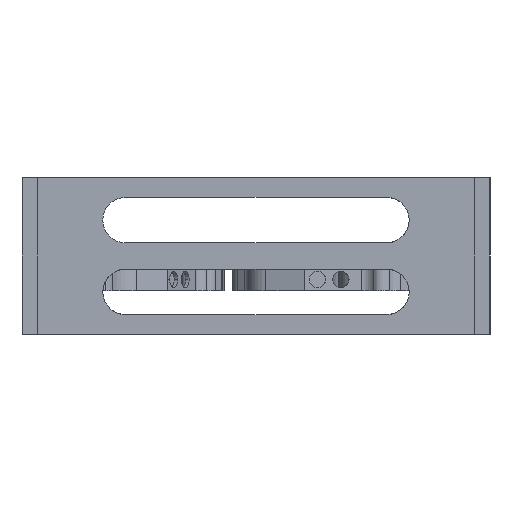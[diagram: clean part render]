
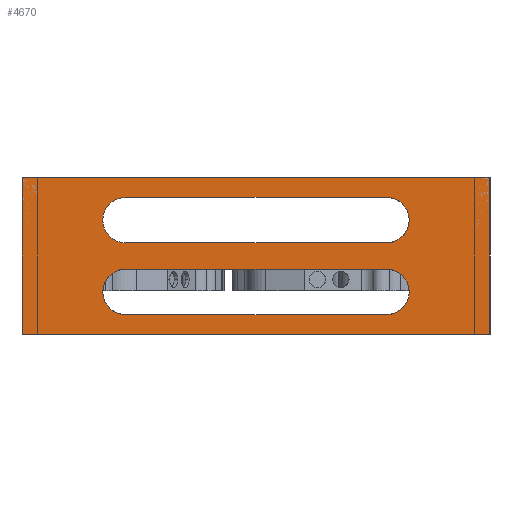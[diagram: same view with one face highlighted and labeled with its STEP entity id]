
A CAD part, left-side view. The second image highlights one B-rep face of the part: STEP entity #4670.
In plain terms, the highlighted face is planar.
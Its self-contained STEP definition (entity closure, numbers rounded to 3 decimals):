
#309=FACE_BOUND('',#6846,.T.);
#310=FACE_BOUND('',#6847,.T.);
#311=FACE_BOUND('',#6848,.T.);
#1558=LINE('',#30450,#2819);
#1568=LINE('',#30480,#2829);
#1569=LINE('',#30483,#2830);
#1570=LINE('',#30485,#2831);
#1571=LINE('',#30487,#2832);
#1572=LINE('',#30488,#2833);
#1573=LINE('',#30540,#2834);
#1574=LINE('',#30567,#2835);
#2819=VECTOR('',#20654,1.);
#2829=VECTOR('',#20680,1.);
#2830=VECTOR('',#20681,1.);
#2831=VECTOR('',#20682,1.);
#2832=VECTOR('',#20683,1.);
#2833=VECTOR('',#20684,1.);
#2834=VECTOR('',#20685,1.);
#2835=VECTOR('',#20686,1.);
#3704=CIRCLE('',#17496,17.5);
#4670=ADVANCED_FACE('VOLUMENK\X\D6RPER3',(#309,#310,#311),#5311,.T.);
#5311=PLANE('',#17498);
#6846=EDGE_LOOP('',(#9869,#9870,#9871,#9872));
#6847=EDGE_LOOP('',(#9873,#9874,#9875,#9876));
#6848=EDGE_LOOP('',(#9877,#9878,#9879,#9880));
#9869=ORIENTED_EDGE('',*,*,#15169,.T.);
#9870=ORIENTED_EDGE('',*,*,#15170,.T.);
#9871=ORIENTED_EDGE('',*,*,#15171,.T.);
#9872=ORIENTED_EDGE('',*,*,#15172,.T.);
#9873=ORIENTED_EDGE('',*,*,#15173,.T.);
#9874=ORIENTED_EDGE('',*,*,#15174,.T.);
#9875=ORIENTED_EDGE('',*,*,#15154,.T.);
#9876=ORIENTED_EDGE('',*,*,#15168,.T.);
#9877=ORIENTED_EDGE('',*,*,#15175,.T.);
#9878=ORIENTED_EDGE('',*,*,#15176,.T.);
#9879=ORIENTED_EDGE('',*,*,#15177,.T.);
#9880=ORIENTED_EDGE('',*,*,#15178,.T.);
#13107=VERTEX_POINT('',#30449);
#13108=VERTEX_POINT('',#30451);
#13119=VERTEX_POINT('',#30477);
#13120=VERTEX_POINT('',#30481);
#13121=VERTEX_POINT('',#30482);
#13122=VERTEX_POINT('',#30484);
#13123=VERTEX_POINT('',#30486);
#13124=VERTEX_POINT('',#30489);
#13125=VERTEX_POINT('',#30538);
#13126=VERTEX_POINT('',#30539);
#13127=VERTEX_POINT('',#30541);
#13128=VERTEX_POINT('',#30566);
#15154=EDGE_CURVE('LINE',#13108,#13107,#1558,.T.);
#15168=EDGE_CURVE('GENERATED CIRCLE',#13107,#13119,#3704,.T.);
#15169=EDGE_CURVE('LINE',#13120,#13121,#1568,.T.);
#15170=EDGE_CURVE('LINE',#13121,#13122,#1569,.T.);
#15171=EDGE_CURVE('LINE',#13122,#13123,#1570,.T.);
#15172=EDGE_CURVE('LINE',#13123,#13120,#1571,.T.);
#15173=EDGE_CURVE('LINE',#13119,#13124,#1572,.T.);
#15174=EDGE_CURVE('',#13124,#13108,#16629,.T.);
#15175=EDGE_CURVE('',#13125,#13126,#16630,.T.);
#15176=EDGE_CURVE('LINE',#13126,#13127,#1573,.T.);
#15177=EDGE_CURVE('',#13127,#13128,#16631,.T.);
#15178=EDGE_CURVE('LINE',#13128,#13125,#1574,.T.);
#16629=B_SPLINE_CURVE_WITH_KNOTS('',5,(#30490,#30491,#30492,#30493,#30494,
#30495,#30496,#30497,#30498,#30499,#30500,#30501,#30502,#30503,#30504,#30505,
#30506,#30507,#30508,#30509,#30510,#30511,#30512,#30513),.UNSPECIFIED.,
 .F.,.F.,(6,3,3,3,3,3,3,6),(0.,0.149,0.298,0.447,
0.596,0.746,0.895,1.),.UNSPECIFIED.);
#16630=B_SPLINE_CURVE_WITH_KNOTS('',5,(#30514,#30515,#30516,#30517,#30518,
#30519,#30520,#30521,#30522,#30523,#30524,#30525,#30526,#30527,#30528,#30529,
#30530,#30531,#30532,#30533,#30534,#30535,#30536,#30537),.UNSPECIFIED.,
 .F.,.F.,(6,3,3,3,3,3,3,6),(0.,0.149,0.298,0.447,
0.596,0.746,0.895,1.),.UNSPECIFIED.);
#16631=B_SPLINE_CURVE_WITH_KNOTS('',5,(#30542,#30543,#30544,#30545,#30546,
#30547,#30548,#30549,#30550,#30551,#30552,#30553,#30554,#30555,#30556,#30557,
#30558,#30559,#30560,#30561,#30562,#30563,#30564,#30565),.UNSPECIFIED.,
 .F.,.F.,(6,3,3,3,3,3,3,6),(0.,0.149,0.298,0.447,
0.596,0.746,0.895,1.),.UNSPECIFIED.);
#17496=AXIS2_PLACEMENT_3D('',#30478,#20676,#20677);
#17498=AXIS2_PLACEMENT_3D('',#30568,#20687,#20688);
#20654=DIRECTION('',(-1.,0.,0.));
#20676=DIRECTION('',(0.,0.,-1.));
#20677=DIRECTION('',(-1.,0.,0.));
#20680=DIRECTION('',(0.,1.,0.));
#20681=DIRECTION('',(-1.,0.,0.));
#20682=DIRECTION('',(0.,-1.,0.));
#20683=DIRECTION('',(1.,0.,0.));
#20684=DIRECTION('',(1.,0.,0.));
#20685=DIRECTION('',(1.,0.,0.));
#20686=DIRECTION('',(-1.,0.,0.));
#20687=DIRECTION('',(0.,0.,1.));
#20688=DIRECTION('',(-1.,0.,0.));
#30449=CARTESIAN_POINT('',(79.5,70.,12.));
#30450=CARTESIAN_POINT('',(179.5,70.,12.));
#30451=CARTESIAN_POINT('',(279.5,70.,12.));
#30477=CARTESIAN_POINT('',(79.5,105.,12.));
#30478=CARTESIAN_POINT('',(79.5,87.5,12.));
#30480=CARTESIAN_POINT('',(359.,60.,12.));
#30481=CARTESIAN_POINT('',(359.,0.,12.));
#30482=CARTESIAN_POINT('',(359.,120.,12.));
#30483=CARTESIAN_POINT('',(179.5,120.,12.));
#30484=CARTESIAN_POINT('',(0.,120.,12.));
#30485=CARTESIAN_POINT('',(0.,60.,12.));
#30486=CARTESIAN_POINT('',(0.,0.,12.));
#30487=CARTESIAN_POINT('',(179.5,0.,12.));
#30488=CARTESIAN_POINT('',(179.5,105.,12.));
#30489=CARTESIAN_POINT('',(279.5,105.,12.));
#30490=CARTESIAN_POINT('',(279.5,105.,12.));
#30491=CARTESIAN_POINT('',(281.139,105.,12.));
#30492=CARTESIAN_POINT('',(282.779,104.808,12.));
#30493=CARTESIAN_POINT('',(284.389,104.424,12.));
#30494=CARTESIAN_POINT('',(287.488,103.286,12.));
#30495=CARTESIAN_POINT('',(290.24,101.463,12.));
#30496=CARTESIAN_POINT('',(291.503,100.394,12.));
#30497=CARTESIAN_POINT('',(293.755,97.979,12.));
#30498=CARTESIAN_POINT('',(295.387,95.11,12.));
#30499=CARTESIAN_POINT('',(296.031,93.586,12.));
#30500=CARTESIAN_POINT('',(296.95,90.415,12.));
#30501=CARTESIAN_POINT('',(297.112,87.117,12.));
#30502=CARTESIAN_POINT('',(296.998,85.466,12.));
#30503=CARTESIAN_POINT('',(296.386,82.222,12.));
#30504=CARTESIAN_POINT('',(295.042,79.207,12.));
#30505=CARTESIAN_POINT('',(294.195,77.785,12.));
#30506=CARTESIAN_POINT('',(292.184,75.167,12.));
#30507=CARTESIAN_POINT('',(289.623,73.083,12.));
#30508=CARTESIAN_POINT('',(288.226,72.197,12.));
#30509=CARTESIAN_POINT('',(285.686,70.978,12.));
#30510=CARTESIAN_POINT('',(282.965,70.288,12.));
#30511=CARTESIAN_POINT('',(281.817,70.096,12.));
#30512=CARTESIAN_POINT('',(280.658,70.,12.));
#30513=CARTESIAN_POINT('',(279.5,70.,12.));
#30514=CARTESIAN_POINT('',(79.5,15.,12.));
#30515=CARTESIAN_POINT('',(77.861,15.,12.));
#30516=CARTESIAN_POINT('',(76.221,15.192,12.));
#30517=CARTESIAN_POINT('',(74.611,15.576,12.));
#30518=CARTESIAN_POINT('',(71.512,16.714,12.));
#30519=CARTESIAN_POINT('',(68.76,18.537,12.));
#30520=CARTESIAN_POINT('',(67.497,19.606,12.));
#30521=CARTESIAN_POINT('',(65.245,22.021,12.));
#30522=CARTESIAN_POINT('',(63.613,24.89,12.));
#30523=CARTESIAN_POINT('',(62.969,26.414,12.));
#30524=CARTESIAN_POINT('',(62.05,29.585,12.));
#30525=CARTESIAN_POINT('',(61.888,32.883,12.));
#30526=CARTESIAN_POINT('',(62.002,34.534,12.));
#30527=CARTESIAN_POINT('',(62.614,37.778,12.));
#30528=CARTESIAN_POINT('',(63.958,40.793,12.));
#30529=CARTESIAN_POINT('',(64.805,42.215,12.));
#30530=CARTESIAN_POINT('',(66.816,44.833,12.));
#30531=CARTESIAN_POINT('',(69.377,46.917,12.));
#30532=CARTESIAN_POINT('',(70.774,47.803,12.));
#30533=CARTESIAN_POINT('',(73.314,49.022,12.));
#30534=CARTESIAN_POINT('',(76.035,49.712,12.));
#30535=CARTESIAN_POINT('',(77.183,49.904,12.));
#30536=CARTESIAN_POINT('',(78.342,50.,12.));
#30537=CARTESIAN_POINT('',(79.5,50.,12.));
#30538=CARTESIAN_POINT('',(79.5,15.,12.));
#30539=CARTESIAN_POINT('',(79.5,50.,12.));
#30540=CARTESIAN_POINT('',(179.5,50.,12.));
#30541=CARTESIAN_POINT('',(279.5,50.,12.));
#30542=CARTESIAN_POINT('',(279.5,50.,12.));
#30543=CARTESIAN_POINT('',(281.139,50.,12.));
#30544=CARTESIAN_POINT('',(282.779,49.808,12.));
#30545=CARTESIAN_POINT('',(284.389,49.424,12.));
#30546=CARTESIAN_POINT('',(287.488,48.286,12.));
#30547=CARTESIAN_POINT('',(290.24,46.463,12.));
#30548=CARTESIAN_POINT('',(291.503,45.394,12.));
#30549=CARTESIAN_POINT('',(293.755,42.979,12.));
#30550=CARTESIAN_POINT('',(295.387,40.11,12.));
#30551=CARTESIAN_POINT('',(296.031,38.586,12.));
#30552=CARTESIAN_POINT('',(296.95,35.415,12.));
#30553=CARTESIAN_POINT('',(297.112,32.117,12.));
#30554=CARTESIAN_POINT('',(296.998,30.466,12.));
#30555=CARTESIAN_POINT('',(296.386,27.222,12.));
#30556=CARTESIAN_POINT('',(295.042,24.207,12.));
#30557=CARTESIAN_POINT('',(294.195,22.785,12.));
#30558=CARTESIAN_POINT('',(292.184,20.167,12.));
#30559=CARTESIAN_POINT('',(289.623,18.083,12.));
#30560=CARTESIAN_POINT('',(288.226,17.197,12.));
#30561=CARTESIAN_POINT('',(285.686,15.978,12.));
#30562=CARTESIAN_POINT('',(282.965,15.288,12.));
#30563=CARTESIAN_POINT('',(281.817,15.096,12.));
#30564=CARTESIAN_POINT('',(280.658,15.,12.));
#30565=CARTESIAN_POINT('',(279.5,15.,12.));
#30566=CARTESIAN_POINT('',(279.5,15.,12.));
#30567=CARTESIAN_POINT('',(179.5,15.,12.));
#30568=CARTESIAN_POINT('',(179.5,60.,12.));
